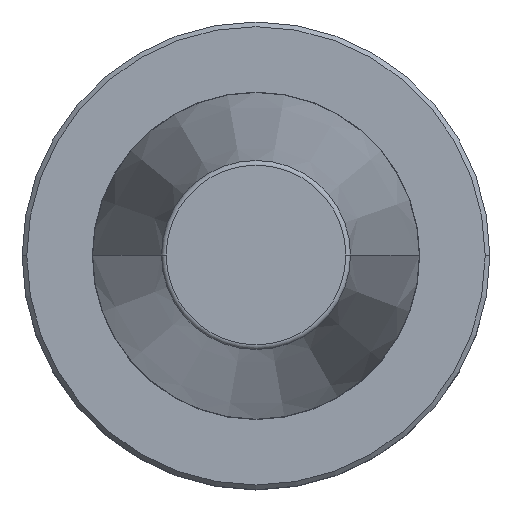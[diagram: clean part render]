
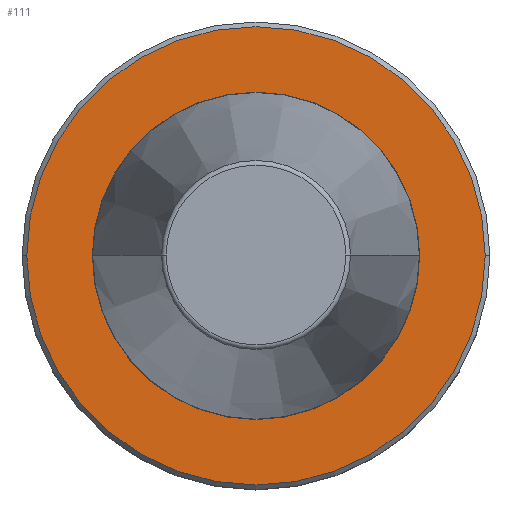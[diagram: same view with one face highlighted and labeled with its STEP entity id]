
A CAD part, top view. The second image highlights one B-rep face of the part: STEP entity #111.
In plain terms, the highlighted planar face has unit normal (0, 0, 1).
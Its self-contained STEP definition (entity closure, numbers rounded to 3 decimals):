
#52 = VERTEX_POINT ( 'NONE', #706 ) ;
#69 = CARTESIAN_POINT ( 'NONE',  ( 0., 0., -3. ) ) ;
#95 = CARTESIAN_POINT ( 'NONE',  ( 0., 0., -3. ) ) ;
#111 = ADVANCED_FACE ( 'NONE', ( #264, #820 ), #447, .F. ) ;
#122 = EDGE_LOOP ( 'NONE', ( #1016, #435 ) ) ;
#137 = CARTESIAN_POINT ( 'NONE',  ( 0., 0., -3. ) ) ;
#141 = CIRCLE ( 'NONE', #1358, 49. ) ;
#151 = ORIENTED_EDGE ( 'NONE', *, *, #421, .F. ) ;
#181 = DIRECTION ( 'NONE',  ( 1., 0., 0. ) ) ;
#204 = EDGE_CURVE ( 'NONE', #1230, #1353, #415, .T. ) ;
#264 = FACE_BOUND ( 'NONE', #962, .T. ) ;
#415 = CIRCLE ( 'NONE', #1116, 35. ) ;
#421 = EDGE_CURVE ( 'NONE', #1353, #1230, #1146, .T. ) ;
#435 = ORIENTED_EDGE ( 'NONE', *, *, #525, .T. ) ;
#444 = CARTESIAN_POINT ( 'NONE',  ( -35., 0., -3. ) ) ;
#447 = PLANE ( 'NONE',  #816 ) ;
#473 = DIRECTION ( 'NONE',  ( 0., 0., 1. ) ) ;
#487 = CARTESIAN_POINT ( 'NONE',  ( 0., 0., -3. ) ) ;
#525 = EDGE_CURVE ( 'NONE', #1377, #52, #1081, .T. ) ;
#550 = EDGE_CURVE ( 'NONE', #52, #1377, #141, .T. ) ;
#566 = ORIENTED_EDGE ( 'NONE', *, *, #204, .F. ) ;
#608 = DIRECTION ( 'NONE',  ( 0., 0., 1. ) ) ;
#706 = CARTESIAN_POINT ( 'NONE',  ( -49., 0., -3. ) ) ;
#733 = CARTESIAN_POINT ( 'NONE',  ( 35., 0., -3. ) ) ;
#739 = DIRECTION ( 'NONE',  ( 0., 0., 1. ) ) ;
#805 = DIRECTION ( 'NONE',  ( 0., 0., 1. ) ) ;
#816 = AXIS2_PLACEMENT_3D ( 'NONE', #1308, #1035, #1185 ) ;
#820 = FACE_OUTER_BOUND ( 'NONE', #122, .T. ) ;
#940 = CARTESIAN_POINT ( 'NONE',  ( 49., 0., -3. ) ) ;
#962 = EDGE_LOOP ( 'NONE', ( #151, #566 ) ) ;
#1016 = ORIENTED_EDGE ( 'NONE', *, *, #550, .T. ) ;
#1034 = AXIS2_PLACEMENT_3D ( 'NONE', #137, #608, #1357 ) ;
#1035 = DIRECTION ( 'NONE',  ( 0., 0., -1. ) ) ;
#1081 = CIRCLE ( 'NONE', #1367, 49. ) ;
#1086 = DIRECTION ( 'NONE',  ( 1., 0., 0. ) ) ;
#1116 = AXIS2_PLACEMENT_3D ( 'NONE', #69, #473, #1086 ) ;
#1146 = CIRCLE ( 'NONE', #1034, 35. ) ;
#1185 = DIRECTION ( 'NONE',  ( -1., 0., 0. ) ) ;
#1222 = DIRECTION ( 'NONE',  ( 1., 0., 0. ) ) ;
#1230 = VERTEX_POINT ( 'NONE', #444 ) ;
#1308 = CARTESIAN_POINT ( 'NONE',  ( 0., 49., -3. ) ) ;
#1353 = VERTEX_POINT ( 'NONE', #733 ) ;
#1357 = DIRECTION ( 'NONE',  ( 1., 0., 0. ) ) ;
#1358 = AXIS2_PLACEMENT_3D ( 'NONE', #487, #805, #1222 ) ;
#1367 = AXIS2_PLACEMENT_3D ( 'NONE', #95, #739, #181 ) ;
#1377 = VERTEX_POINT ( 'NONE', #940 ) ;
